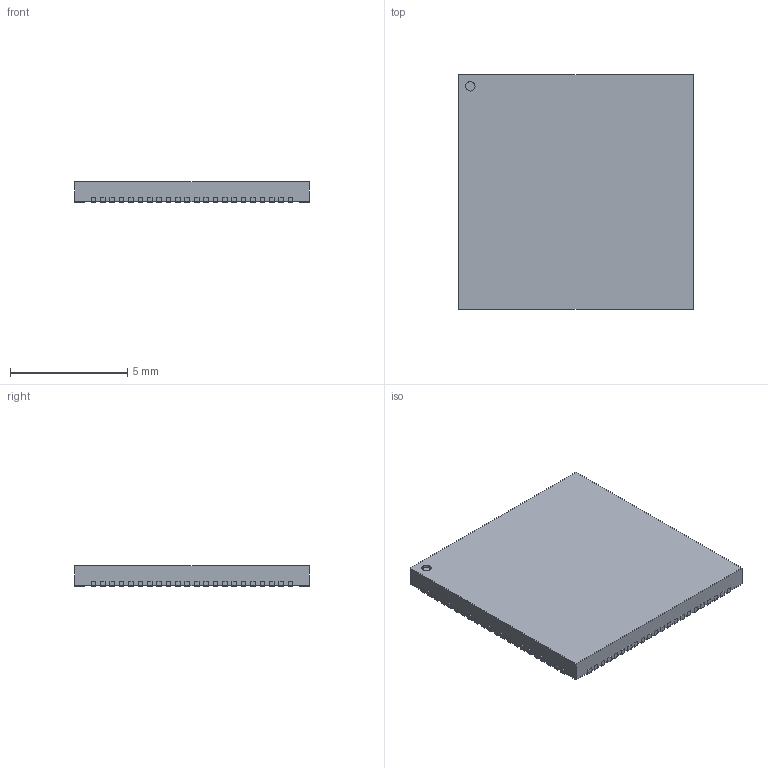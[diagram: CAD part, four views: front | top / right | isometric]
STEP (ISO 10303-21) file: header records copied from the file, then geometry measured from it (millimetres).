
FILE_DESCRIPTION(('FreeCAD Model'),'2;1');
FILE_NAME('/QFN-88_EP_10x10_Pitch0.4mm.step','2020-11-15T14:28:51',('Author'),(''), 'Open CASCADE STEP processor 7.3','FreeCAD','Unknown');
FILE_SCHEMA(('AUTOMOTIVE_DESIGN { 1 0 10303 214 1 1 1 1 }'));
Length unit declared in the file: millimetre
Products named in the file (3): Part; Body; Leads
Assembly tree (2 placements, depth 2):
  Part
    Body
    Leads
Bounding box: 10.04 x 10.04 x 0.87 mm (x, y, z)
Surface area: 454.9 mm2
Topology: 2 solids, 2 shells, 547 faces, 1447 edges, 906 vertices
Faces by surface type: plane 458, cylinder 89
Full cylindrical faces by diameter (mm): 0.4 x1
Entity records: 16577 total; most frequent: CARTESIAN_POINT 2903, ORIENTED_EDGE 2894, DIRECTION 2725, EDGE_CURVE 1447, LINE 1269, VECTOR 1269, VERTEX_POINT 906, AXIS2_PLACEMENT_3D 728
